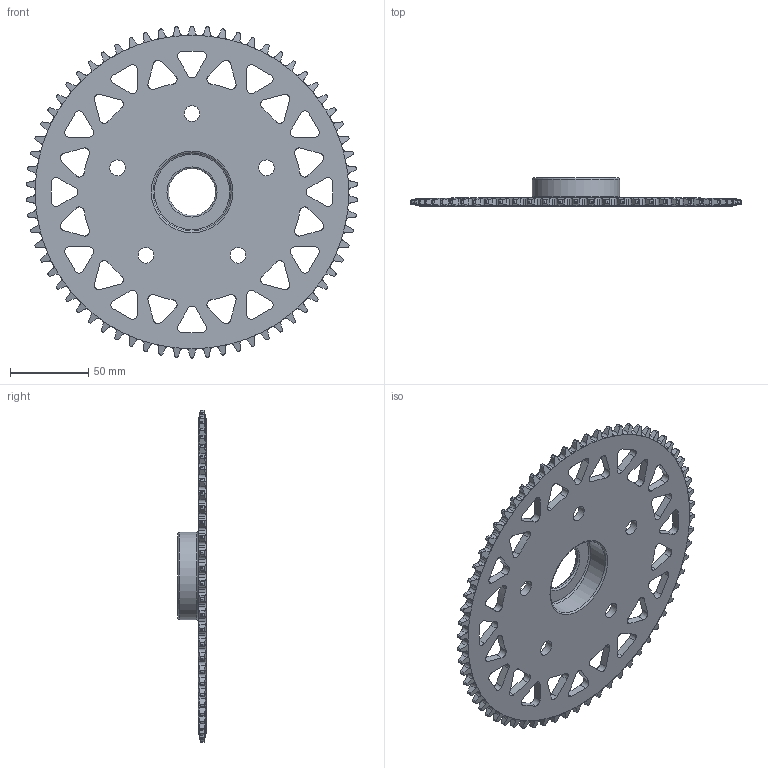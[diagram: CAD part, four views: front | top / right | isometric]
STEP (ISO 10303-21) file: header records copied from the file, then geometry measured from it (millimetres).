
FILE_DESCRIPTION(/* description */ ('Unknown'),/* implementation_level */ '2;1');
FILE_NAME(/* name */ 'Rear Wheel Sprocket',/* time_stamp */ '2024-09-21T15:45:22-03:00',/* author */ ('Unknown'),/* organization */ ('Unknown'),/* preprocessor_version */ 'ST-DEVELOPER v18.102',/* originating_system */ 'Solid Edge',/* authorisation */ 'Unknown');
FILE_SCHEMA (('AUTOMOTIVE_DESIGN {1 0 10303 214 3 1 1}'));
Length unit declared in the file: millimetre
Products named in the file (1): Part2
Bounding box: 211.78 x 18 x 212 mm (x, y, z)
Volume: 135534.7 mm3; surface area: 69968.9 mm2
Topology: 1 solids, 1 shells, 822 faces, 2455 edges, 1637 vertices
Faces by surface type: cylinder 434, plane 382, torus 6
Full cylindrical faces by diameter (mm): 10 x5, 30 x1, 50 x1, 56 x1
Entity records: 28190 total; most frequent: DIRECTION 5194, CARTESIAN_POINT 4923, ORIENTED_EDGE 4868, EDGE_CURVE 2434, AXIS2_PLACEMENT_3D 1949, VERTEX_POINT 1630, LINE 1296, VECTOR 1296
